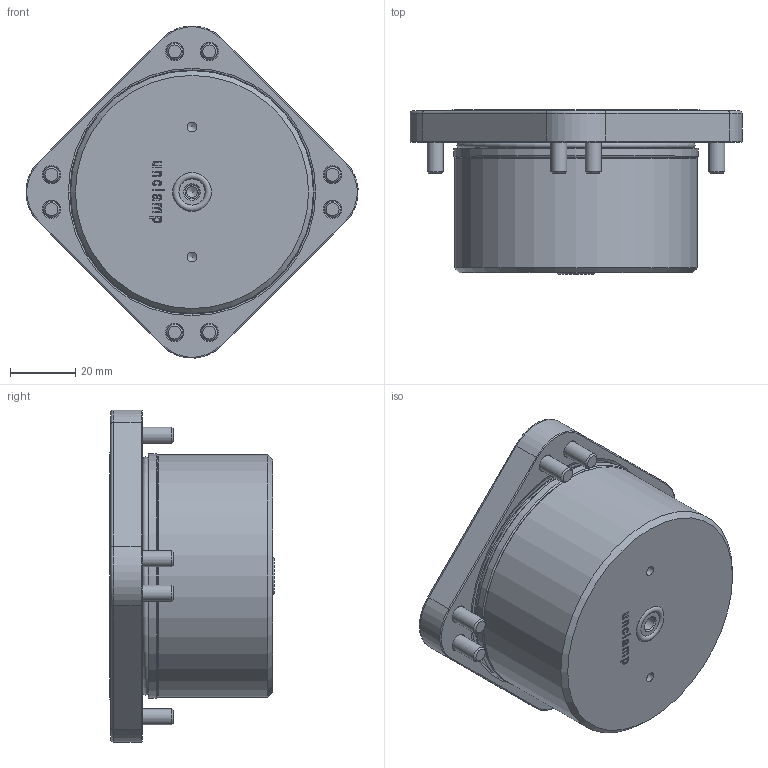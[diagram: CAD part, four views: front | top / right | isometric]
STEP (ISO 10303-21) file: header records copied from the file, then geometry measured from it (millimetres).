
FILE_DESCRIPTION (( 'STEP AP214' ), '1' );
FILE_NAME ('STARK_5000 203-2_A.STEP', '2022-02-03T07:48:33', ( '' ), ( '' ), 'SwSTEP 2.0', 'SolidWorks 2021', '' );
FILE_SCHEMA (( 'AUTOMOTIVE_DESIGN' ));
Length unit declared in the file: millimetre
Products named in the file (1): STARK_5000 203-2_A
Bounding box: 101.99 x 50.5 x 101.99 mm (x, y, z)
Volume: 218130 mm3; surface area: 32682 mm2
Topology: 1 solids, 1 shells, 411 faces, 965 edges, 620 vertices
Faces by surface type: plane 188, cylinder 86, bspline 48, cone 47, torus 42
Full cylindrical faces by diameter (mm): 3 x2, 3.3 x1, 4.3 x1, 5 x8, 5.2 x8, 8 x2, 8.5 x8, 9 x8, 11.5 x3, 12 x1, 32 x1, 32.2 x1, 74.6 x1, 75 x1
Entity records: 16645 total; most frequent: CARTESIAN_POINT 4989, ORIENTED_EDGE 1638, DIRECTION 1617, EDGE_CURVE 819, AXIS2_PLACEMENT_3D 596, EDGE_LOOP 590, VERTEX_POINT 589, FACE_OUTER_BOUND 482
